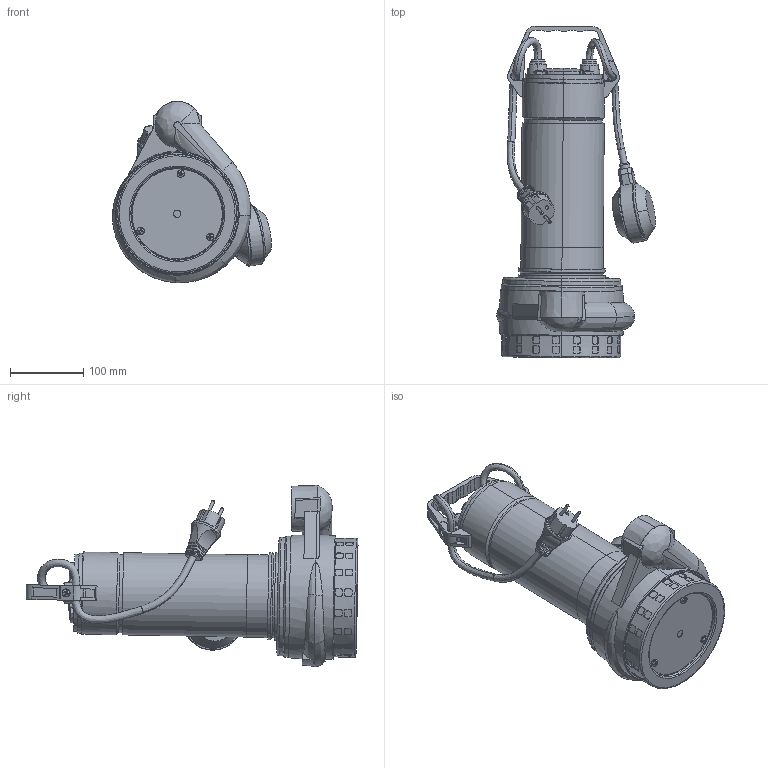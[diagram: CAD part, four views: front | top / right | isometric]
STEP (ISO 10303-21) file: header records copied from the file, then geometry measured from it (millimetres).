
FILE_DESCRIPTION (( 'STEP AP214' ), '1' );
FILE_NAME ('4_93_432_08_REV00.step', '2022-01-28T15:22:35', ( '' ), ( '' ), 'SwSTEP 2.0', 'SolidWorks 2020', '' );
FILE_SCHEMA (( 'AUTOMOTIVE_DESIGN' ));
Length unit declared in the file: millimetre
Products named in the file (3): Copia di Coperchio motore^4_93_432_08_REV00; Copia di 69778_1^4_93_432_08_REV00; 4_93_432_08_REV00
Assembly tree (2 placements, depth 2):
  4_93_432_08_REV00
    Copia di 69778_1^4_93_432_08_REV00
    Copia di Coperchio motore^4_93_432_08_REV00
Bounding box: 216.62 x 452.16 x 247.04 mm (x, y, z)
Volume: 6149921.7 mm3; surface area: 498432.7 mm2
Topology: 33 solids, 33 shells, 1495 faces, 3845 edges, 2495 vertices
Faces by surface type: plane 741, cylinder 495, cone 130, bspline 74, torus 31, sphere 24
Entity records: 73828 total; most frequent: CARTESIAN_POINT 37664, ORIENTED_EDGE 7662, DIRECTION 7125, EDGE_CURVE 3831, AXIS2_PLACEMENT_3D 2612, VERTEX_POINT 2493, VECTOR 1901, LINE 1901
